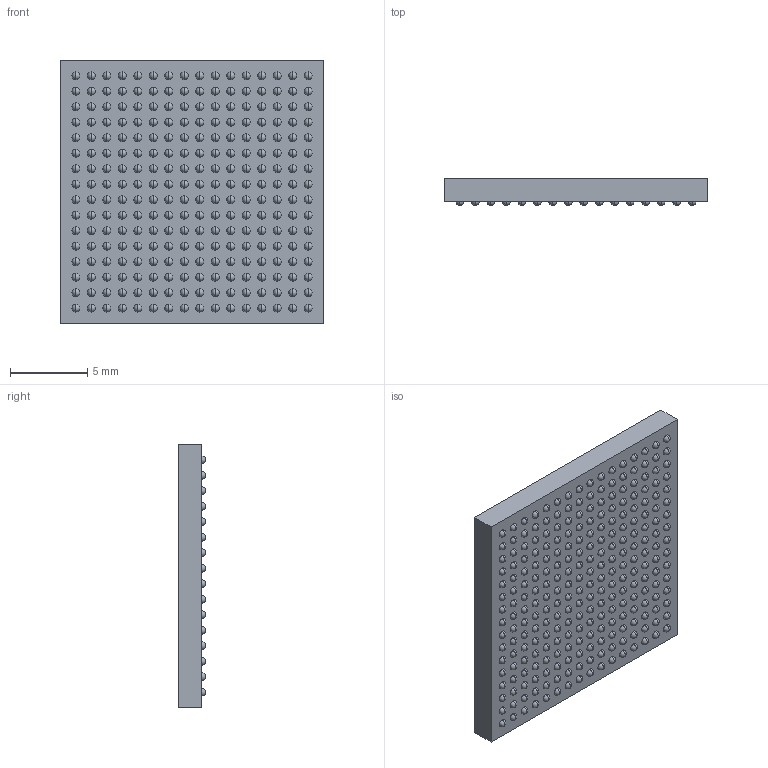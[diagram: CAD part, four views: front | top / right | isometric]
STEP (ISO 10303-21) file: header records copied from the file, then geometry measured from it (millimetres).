
FILE_DESCRIPTION (( 'STEP AP214' ), '1' );
FILE_NAME ('User Library-BGA 256 17x17mm 1mm pitch.STEP', '2013-07-01T11:48:13', ( 'Windows User' ), ( '' ), 'SwSTEP 2.0', 'SolidWorks 2013', '' );
FILE_SCHEMA (( 'AUTOMOTIVE_DESIGN' ));
Length unit declared in the file: millimetre
Products named in the file (1): User Library-BGA 256 17x17mm 1mm pitch
Bounding box: 17 x 1.75 x 17 mm (x, y, z)
Volume: 441.8 mm3; surface area: 730.8 mm2
Topology: 1 solids, 1 shells, 611 faces, 2306 edges, 1452 vertices
Faces by surface type: sphere 512, plane 56, bspline 41, cylinder 2
Entity records: 26509 total; most frequent: CARTESIAN_POINT 5563, DIRECTION 3370, ORIENTED_EDGE 2564, AXIS2_PLACEMENT_3D 1599, EDGE_CURVE 1282, CIRCLE 1028, VERTEX_POINT 940, EDGE_LOOP 878
